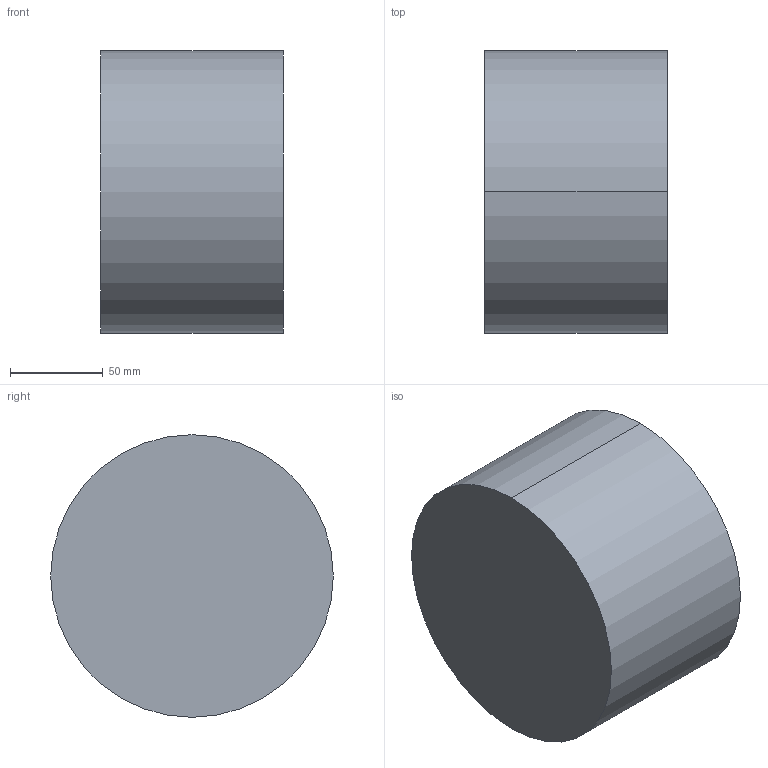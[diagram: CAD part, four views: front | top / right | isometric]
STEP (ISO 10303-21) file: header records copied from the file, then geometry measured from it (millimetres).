
FILE_DESCRIPTION (( 'STEP AP214' ), '1' );
FILE_NAME ('3CSA-6.STEP', '2020-10-22T23:59:14', ( '' ), ( '' ), 'SwSTEP 2.0', 'SolidWorks 2019', '' );
FILE_SCHEMA (( 'AUTOMOTIVE_DESIGN' ));
Length unit declared in the file: inch
Products named in the file (1): 3CSA-6
Bounding box: 98.42 x 152.4 x 152.4 mm (x, y, z)
Volume: 1795416.6 mm3; surface area: 83606.8 mm2
Topology: 1 solids, 1 shells, 37 faces, 258 edges, 256 vertices
Faces by surface type: plane 35, cylinder 2
Entity records: 3801 total; most frequent: CARTESIAN_POINT 1799, ORIENTED_EDGE 516, EDGE_CURVE 258, VERTEX_POINT 256, DIRECTION 249, VECTOR 165, LINE 165, B_SPLINE_CURVE_WITH_KNOTS 89
